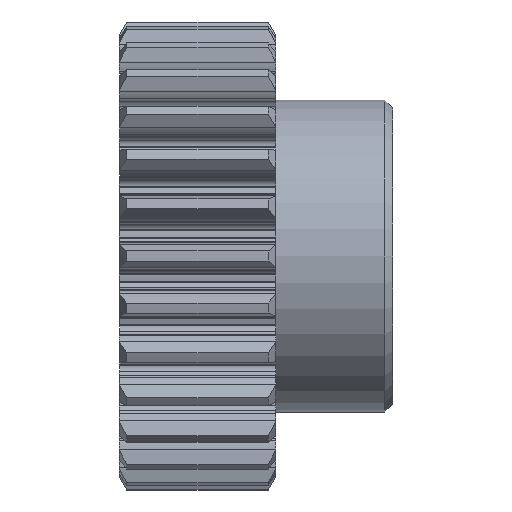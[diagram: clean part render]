
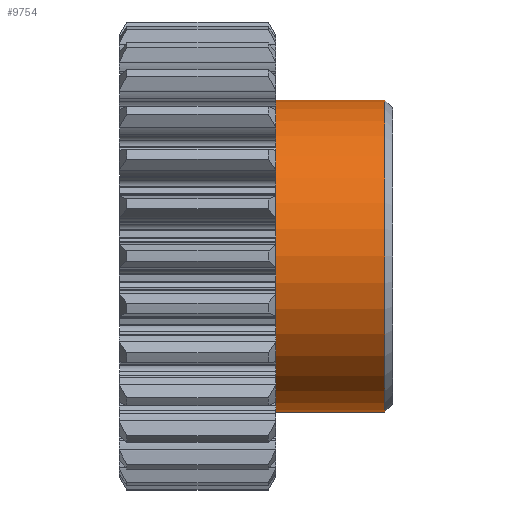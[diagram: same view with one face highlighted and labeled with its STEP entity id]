
A CAD part, front view. The second image highlights one B-rep face of the part: STEP entity #9754.
In plain terms, the highlighted cylindrical face has radius 20 mm (diameter 40 mm), a partial arc.
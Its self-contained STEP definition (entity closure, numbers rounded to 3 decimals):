
#6070=CARTESIAN_POINT('',(20.,0.,20.));
#6071=VERTEX_POINT('',#6070);
#6072=CARTESIAN_POINT('',(20.,-0.,-20.));
#6073=VERTEX_POINT('',#6072);
#6074=CARTESIAN_POINT('',(20.,0.,0.));
#6075=DIRECTION('',(1.,0.,0.));
#6076=DIRECTION('',(0.,0.,-1.));
#6077=AXIS2_PLACEMENT_3D('',#6074,#6075,#6076);
#6078=CIRCLE('',#6077,20.);
#6079=EDGE_CURVE('',#6071,#6073,#6078,.T.);
#9723=CARTESIAN_POINT('',(35.,0.,0.));
#9724=DIRECTION('',(1.,0.,0.));
#9725=DIRECTION('',(0.,0.,-1.));
#9726=AXIS2_PLACEMENT_3D('',#9723,#9724,#9725);
#9727=CYLINDRICAL_SURFACE('',#9726,20.);
#9728=CARTESIAN_POINT('',(34.,0.,20.));
#9729=VERTEX_POINT('',#9728);
#9730=CARTESIAN_POINT('',(34.,0.,20.));
#9731=DIRECTION('',(-1.,-0.,0.));
#9732=VECTOR('',#9731,14.);
#9733=LINE('',#9730,#9732);
#9734=EDGE_CURVE('',#9729,#6071,#9733,.T.);
#9735=ORIENTED_EDGE('',*,*,#9734,.T.);
#9736=ORIENTED_EDGE('',*,*,#6079,.T.);
#9737=CARTESIAN_POINT('',(34.,-0.,-20.));
#9738=VERTEX_POINT('',#9737);
#9739=CARTESIAN_POINT('',(34.,0.,-20.));
#9740=DIRECTION('',(-1.,-0.,0.));
#9741=VECTOR('',#9740,14.);
#9742=LINE('',#9739,#9741);
#9743=EDGE_CURVE('',#9738,#6073,#9742,.T.);
#9744=ORIENTED_EDGE('',*,*,#9743,.F.);
#9745=CARTESIAN_POINT('',(34.,0.,0.));
#9746=DIRECTION('',(1.,0.,0.));
#9747=DIRECTION('',(0.,0.,-1.));
#9748=AXIS2_PLACEMENT_3D('',#9745,#9746,#9747);
#9749=CIRCLE('',#9748,20.);
#9750=EDGE_CURVE('',#9729,#9738,#9749,.T.);
#9751=ORIENTED_EDGE('',*,*,#9750,.F.);
#9752=EDGE_LOOP('',(#9735,#9736,#9744,#9751));
#9753=FACE_BOUND('',#9752,.T.);
#9754=ADVANCED_FACE('',(#9753),#9727,.T.);
